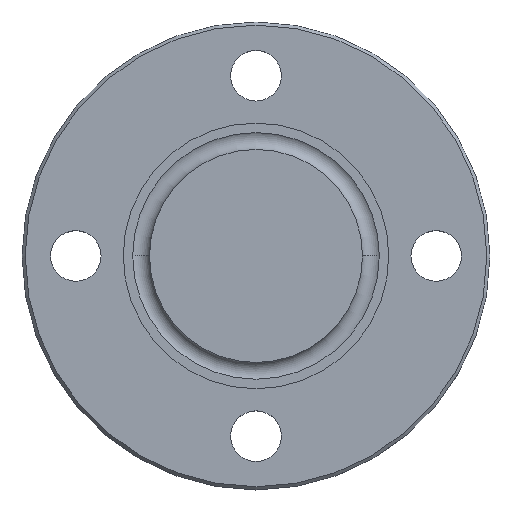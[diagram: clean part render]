
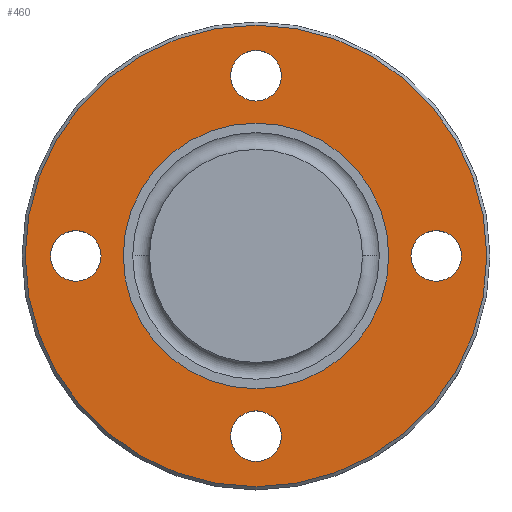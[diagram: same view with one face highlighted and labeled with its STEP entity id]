
A CAD part, top view. The second image highlights one B-rep face of the part: STEP entity #460.
In plain terms, the highlighted planar face has unit normal (0, 0, 1).
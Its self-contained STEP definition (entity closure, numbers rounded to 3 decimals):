
#14 = VERTEX_POINT ( 'NONE', #451 ) ;
#16 = ORIENTED_EDGE ( 'NONE', *, *, #557, .F. ) ;
#27 = EDGE_CURVE ( 'NONE', #551, #94, #272, .T. ) ;
#28 = ORIENTED_EDGE ( 'NONE', *, *, #710, .F. ) ;
#36 = AXIS2_PLACEMENT_3D ( 'NONE', #85, #457, #637 ) ;
#66 = EDGE_LOOP ( 'NONE', ( #147, #108 ) ) ;
#69 = ORIENTED_EDGE ( 'NONE', *, *, #425, .F. ) ;
#76 = EDGE_CURVE ( 'NONE', #629, #602, #530, .T. ) ;
#85 = CARTESIAN_POINT ( 'NONE',  ( 0., 0., 10. ) ) ;
#86 = DIRECTION ( 'NONE',  ( 0., 0., 1. ) ) ;
#87 = CIRCLE ( 'NONE', #484, 21. ) ;
#89 = DIRECTION ( 'NONE',  ( 0., 0., -1. ) ) ;
#90 = CARTESIAN_POINT ( 'NONE',  ( 4., 28.5, 10. ) ) ;
#92 = VERTEX_POINT ( 'NONE', #362 ) ;
#94 = VERTEX_POINT ( 'NONE', #144 ) ;
#108 = ORIENTED_EDGE ( 'NONE', *, *, #76, .T. ) ;
#118 = EDGE_CURVE ( 'NONE', #441, #314, #543, .T. ) ;
#121 = VERTEX_POINT ( 'NONE', #90 ) ;
#126 = DIRECTION ( 'NONE',  ( 0., 0., 1. ) ) ;
#132 = CARTESIAN_POINT ( 'NONE',  ( 0., 0., 10. ) ) ;
#144 = CARTESIAN_POINT ( 'NONE',  ( -28.5, -4., 10. ) ) ;
#147 = ORIENTED_EDGE ( 'NONE', *, *, #264, .T. ) ;
#148 = VERTEX_POINT ( 'NONE', #459 ) ;
#153 = CARTESIAN_POINT ( 'NONE',  ( -36.5, 0., 10. ) ) ;
#167 = CARTESIAN_POINT ( 'NONE',  ( 0., -28.5, 10. ) ) ;
#169 = CARTESIAN_POINT ( 'NONE',  ( 0., -28.5, 10. ) ) ;
#173 = CIRCLE ( 'NONE', #715, 4. ) ;
#175 = FACE_BOUND ( 'NONE', #517, .T. ) ;
#183 = DIRECTION ( 'NONE',  ( 0., 0., 1. ) ) ;
#187 = CIRCLE ( 'NONE', #420, 4. ) ;
#200 = DIRECTION ( 'NONE',  ( 1., 0., 0. ) ) ;
#213 = AXIS2_PLACEMENT_3D ( 'NONE', #385, #380, #255 ) ;
#214 = EDGE_CURVE ( 'NONE', #14, #667, #318, .T. ) ;
#218 = DIRECTION ( 'NONE',  ( 0., 0., 1. ) ) ;
#221 = DIRECTION ( 'NONE',  ( 0., 0., 1. ) ) ;
#230 = PLANE ( 'NONE',  #650 ) ;
#234 = CARTESIAN_POINT ( 'NONE',  ( -28.5, 4., 10. ) ) ;
#236 = DIRECTION ( 'NONE',  ( 0., -1., 0. ) ) ;
#240 = CIRCLE ( 'NONE', #347, 36.5 ) ;
#245 = ORIENTED_EDGE ( 'NONE', *, *, #250, .F. ) ;
#250 = EDGE_CURVE ( 'NONE', #94, #551, #429, .T. ) ;
#255 = DIRECTION ( 'NONE',  ( 0., -1., 0. ) ) ;
#257 = ORIENTED_EDGE ( 'NONE', *, *, #661, .F. ) ;
#261 = DIRECTION ( 'NONE',  ( 0., 0., 1. ) ) ;
#264 = EDGE_CURVE ( 'NONE', #602, #629, #240, .T. ) ;
#272 = CIRCLE ( 'NONE', #310, 4. ) ;
#275 = CARTESIAN_POINT ( 'NONE',  ( -28.5, 0., 10. ) ) ;
#280 = EDGE_LOOP ( 'NONE', ( #295, #69 ) ) ;
#291 = ORIENTED_EDGE ( 'NONE', *, *, #470, .F. ) ;
#295 = ORIENTED_EDGE ( 'NONE', *, *, #214, .F. ) ;
#297 = DIRECTION ( 'NONE',  ( 1., 0., 0. ) ) ;
#299 = AXIS2_PLACEMENT_3D ( 'NONE', #132, #86, #526 ) ;
#302 = DIRECTION ( 'NONE',  ( -1., 0., 0. ) ) ;
#310 = AXIS2_PLACEMENT_3D ( 'NONE', #275, #221, #446 ) ;
#314 = VERTEX_POINT ( 'NONE', #469 ) ;
#318 = CIRCLE ( 'NONE', #418, 4. ) ;
#323 = CARTESIAN_POINT ( 'NONE',  ( 36.5, 0., 10. ) ) ;
#329 = ORIENTED_EDGE ( 'NONE', *, *, #27, .F. ) ;
#331 = CARTESIAN_POINT ( 'NONE',  ( -28.5, 0., 10. ) ) ;
#337 = DIRECTION ( 'NONE',  ( 1., 0., 0. ) ) ;
#339 = FACE_BOUND ( 'NONE', #604, .T. ) ;
#342 = ORIENTED_EDGE ( 'NONE', *, *, #118, .F. ) ;
#347 = AXIS2_PLACEMENT_3D ( 'NONE', #542, #261, #337 ) ;
#348 = CIRCLE ( 'NONE', #597, 4. ) ;
#362 = CARTESIAN_POINT ( 'NONE',  ( 28.5, 4., 10. ) ) ;
#375 = DIRECTION ( 'NONE',  ( 0., 0., 1. ) ) ;
#379 = DIRECTION ( 'NONE',  ( -1., 0., 0. ) ) ;
#380 = DIRECTION ( 'NONE',  ( 0., 0., 1. ) ) ;
#385 = CARTESIAN_POINT ( 'NONE',  ( 28.5, 0., 10. ) ) ;
#395 = AXIS2_PLACEMENT_3D ( 'NONE', #169, #399, #578 ) ;
#399 = DIRECTION ( 'NONE',  ( 0., 0., 1. ) ) ;
#418 = AXIS2_PLACEMENT_3D ( 'NONE', #167, #554, #379 ) ;
#420 = AXIS2_PLACEMENT_3D ( 'NONE', #456, #126, #236 ) ;
#425 = EDGE_CURVE ( 'NONE', #667, #14, #498, .T. ) ;
#429 = CIRCLE ( 'NONE', #702, 4. ) ;
#432 = CARTESIAN_POINT ( 'NONE',  ( 4., -28.5, 10. ) ) ;
#441 = VERTEX_POINT ( 'NONE', #447 ) ;
#446 = DIRECTION ( 'NONE',  ( 0., 1., 0. ) ) ;
#447 = CARTESIAN_POINT ( 'NONE',  ( -21., 0., 10. ) ) ;
#451 = CARTESIAN_POINT ( 'NONE',  ( -4., -28.5, 10. ) ) ;
#453 = FACE_BOUND ( 'NONE', #717, .T. ) ;
#456 = CARTESIAN_POINT ( 'NONE',  ( 28.5, 0., 10. ) ) ;
#457 = DIRECTION ( 'NONE',  ( 0., 0., 1. ) ) ;
#459 = CARTESIAN_POINT ( 'NONE',  ( -4., 28.5, 10. ) ) ;
#460 = ADVANCED_FACE ( 'NONE', ( #339, #567, #453, #690, #175, #647 ), #230, .F. ) ;
#469 = CARTESIAN_POINT ( 'NONE',  ( 21., 0., 10. ) ) ;
#470 = EDGE_CURVE ( 'NONE', #656, #92, #187, .T. ) ;
#472 = ORIENTED_EDGE ( 'NONE', *, *, #478, .F. ) ;
#478 = EDGE_CURVE ( 'NONE', #121, #148, #173, .T. ) ;
#484 = AXIS2_PLACEMENT_3D ( 'NONE', #696, #183, #297 ) ;
#498 = CIRCLE ( 'NONE', #395, 4. ) ;
#500 = CIRCLE ( 'NONE', #213, 4. ) ;
#505 = DIRECTION ( 'NONE',  ( 0., 1., 0. ) ) ;
#516 = CARTESIAN_POINT ( 'NONE',  ( 0., 36.5, 10. ) ) ;
#517 = EDGE_LOOP ( 'NONE', ( #16, #342 ) ) ;
#526 = DIRECTION ( 'NONE',  ( 1., 0., 0. ) ) ;
#530 = CIRCLE ( 'NONE', #36, 36.5 ) ;
#539 = CARTESIAN_POINT ( 'NONE',  ( 28.5, -4., 10. ) ) ;
#542 = CARTESIAN_POINT ( 'NONE',  ( 0., 0., 10. ) ) ;
#543 = CIRCLE ( 'NONE', #299, 21. ) ;
#551 = VERTEX_POINT ( 'NONE', #234 ) ;
#554 = DIRECTION ( 'NONE',  ( 0., 0., 1. ) ) ;
#557 = EDGE_CURVE ( 'NONE', #314, #441, #87, .T. ) ;
#560 = EDGE_LOOP ( 'NONE', ( #472, #257 ) ) ;
#567 = FACE_BOUND ( 'NONE', #280, .T. ) ;
#570 = DIRECTION ( 'NONE',  ( 1., 0., 0. ) ) ;
#578 = DIRECTION ( 'NONE',  ( -1., 0., 0. ) ) ;
#579 = CARTESIAN_POINT ( 'NONE',  ( 0., 28.5, 10. ) ) ;
#597 = AXIS2_PLACEMENT_3D ( 'NONE', #732, #375, #200 ) ;
#602 = VERTEX_POINT ( 'NONE', #153 ) ;
#604 = EDGE_LOOP ( 'NONE', ( #329, #245 ) ) ;
#629 = VERTEX_POINT ( 'NONE', #323 ) ;
#637 = DIRECTION ( 'NONE',  ( 1., 0., 0. ) ) ;
#647 = FACE_OUTER_BOUND ( 'NONE', #66, .T. ) ;
#650 = AXIS2_PLACEMENT_3D ( 'NONE', #516, #89, #302 ) ;
#656 = VERTEX_POINT ( 'NONE', #539 ) ;
#661 = EDGE_CURVE ( 'NONE', #148, #121, #348, .T. ) ;
#667 = VERTEX_POINT ( 'NONE', #432 ) ;
#690 = FACE_BOUND ( 'NONE', #560, .T. ) ;
#694 = DIRECTION ( 'NONE',  ( 0., 0., 1. ) ) ;
#696 = CARTESIAN_POINT ( 'NONE',  ( 0., 0., 10. ) ) ;
#702 = AXIS2_PLACEMENT_3D ( 'NONE', #331, #218, #505 ) ;
#710 = EDGE_CURVE ( 'NONE', #92, #656, #500, .T. ) ;
#715 = AXIS2_PLACEMENT_3D ( 'NONE', #579, #694, #570 ) ;
#717 = EDGE_LOOP ( 'NONE', ( #291, #28 ) ) ;
#732 = CARTESIAN_POINT ( 'NONE',  ( 0., 28.5, 10. ) ) ;
